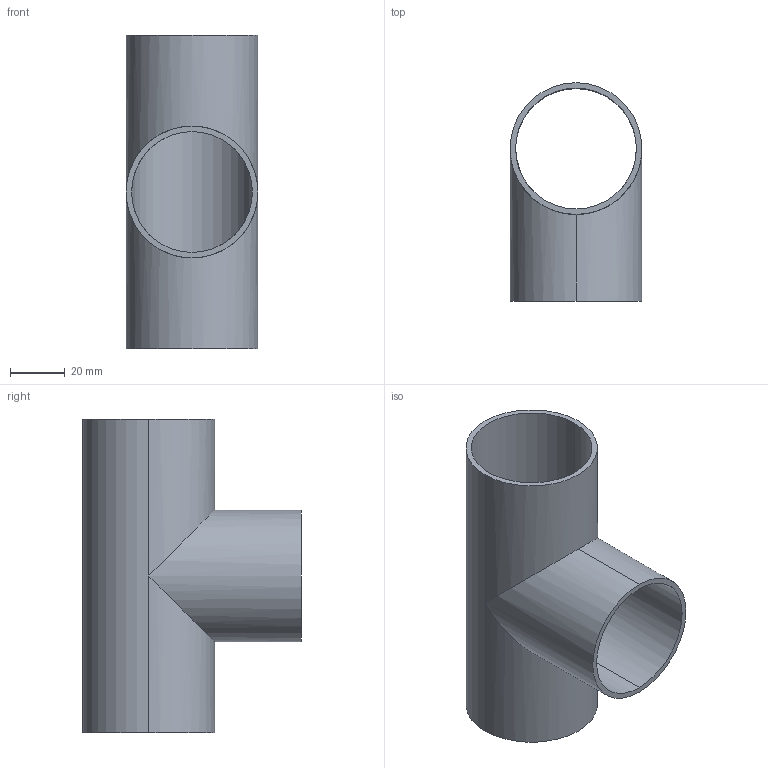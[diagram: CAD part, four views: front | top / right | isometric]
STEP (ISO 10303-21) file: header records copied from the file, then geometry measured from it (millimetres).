
FILE_DESCRIPTION (( 'STEP AP203' ), '1' );
FILE_NAME ('55178-240.STEP', '2016-01-25T07:49:39', ( '' ), ( '' ), 'SwSTEP 2.0', 'SolidWorks 2015', '' );
FILE_SCHEMA (( 'CONFIG_CONTROL_DESIGN' ));
Length unit declared in the file: millimetre
Products named in the file (1): 55178-240
Bounding box: 48.3 x 80 x 115 mm (x, y, z)
Volume: 41121.6 mm3; surface area: 41993.7 mm2
Topology: 1 solids, 1 shells, 243 faces, 652 edges, 426 vertices
Faces by surface type: plane 104, bspline 96, cylinder 43
Entity records: 11501 total; most frequent: CARTESIAN_POINT 6040, ORIENTED_EDGE 1304, DIRECTION 808, EDGE_CURVE 652, VERTEX_POINT 426, VECTOR 316, LINE 316, EDGE_LOOP 262
